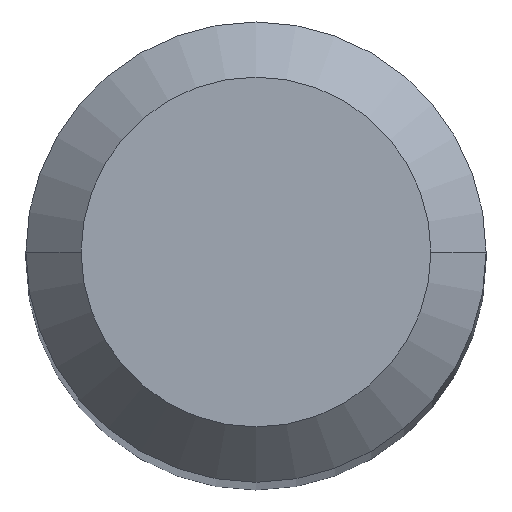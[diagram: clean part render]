
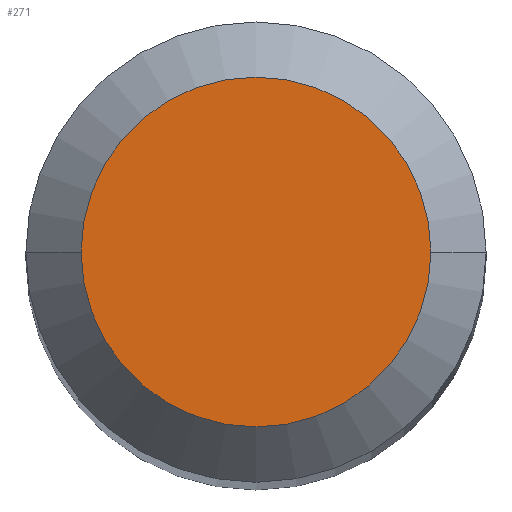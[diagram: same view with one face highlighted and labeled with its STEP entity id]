
A CAD part, top view. The second image highlights one B-rep face of the part: STEP entity #271.
In plain terms, the highlighted planar face has unit normal (0, 0, 1).
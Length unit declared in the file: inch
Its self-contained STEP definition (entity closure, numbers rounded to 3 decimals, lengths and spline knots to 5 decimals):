
#32 = DIRECTION ( 'NONE',  ( -1., 0., 0. ) ) ;
#37 = AXIS2_PLACEMENT_3D ( 'NONE', #208, #144, #153 ) ;
#49 = VERTEX_POINT ( 'NONE', #383 ) ;
#84 = VERTEX_POINT ( 'NONE', #286 ) ;
#89 = AXIS2_PLACEMENT_3D ( 'NONE', #306, #160, #311 ) ;
#101 = FACE_OUTER_BOUND ( 'NONE', #112, .T. ) ;
#112 = EDGE_LOOP ( 'NONE', ( #303, #147 ) ) ;
#144 = DIRECTION ( 'NONE',  ( 0., 0., 1. ) ) ;
#147 = ORIENTED_EDGE ( 'NONE', *, *, #329, .T. ) ;
#153 = DIRECTION ( 'NONE',  ( 1., 0., 0. ) ) ;
#160 = DIRECTION ( 'NONE',  ( 0., 0., 1. ) ) ;
#165 = AXIS2_PLACEMENT_3D ( 'NONE', #369, #261, #32 ) ;
#208 = CARTESIAN_POINT ( 'NONE',  ( 0., 0., 0. ) ) ;
#253 = PLANE ( 'NONE',  #165 ) ;
#259 = CIRCLE ( 'NONE', #37, 0.0475 ) ;
#261 = DIRECTION ( 'NONE',  ( 0., 0., -1. ) ) ;
#271 = ADVANCED_FACE ( 'NONE', ( #101 ), #253, .F. ) ;
#286 = CARTESIAN_POINT ( 'NONE',  ( 0.0475, 0., 0. ) ) ;
#303 = ORIENTED_EDGE ( 'NONE', *, *, #333, .T. ) ;
#306 = CARTESIAN_POINT ( 'NONE',  ( 0., 0., 0. ) ) ;
#311 = DIRECTION ( 'NONE',  ( 1., 0., 0. ) ) ;
#329 = EDGE_CURVE ( 'NONE', #84, #49, #402, .T. ) ;
#333 = EDGE_CURVE ( 'NONE', #49, #84, #259, .T. ) ;
#369 = CARTESIAN_POINT ( 'NONE',  ( 0., 0.0475, 0. ) ) ;
#383 = CARTESIAN_POINT ( 'NONE',  ( -0.0475, 0., 0. ) ) ;
#402 = CIRCLE ( 'NONE', #89, 0.0475 ) ;
